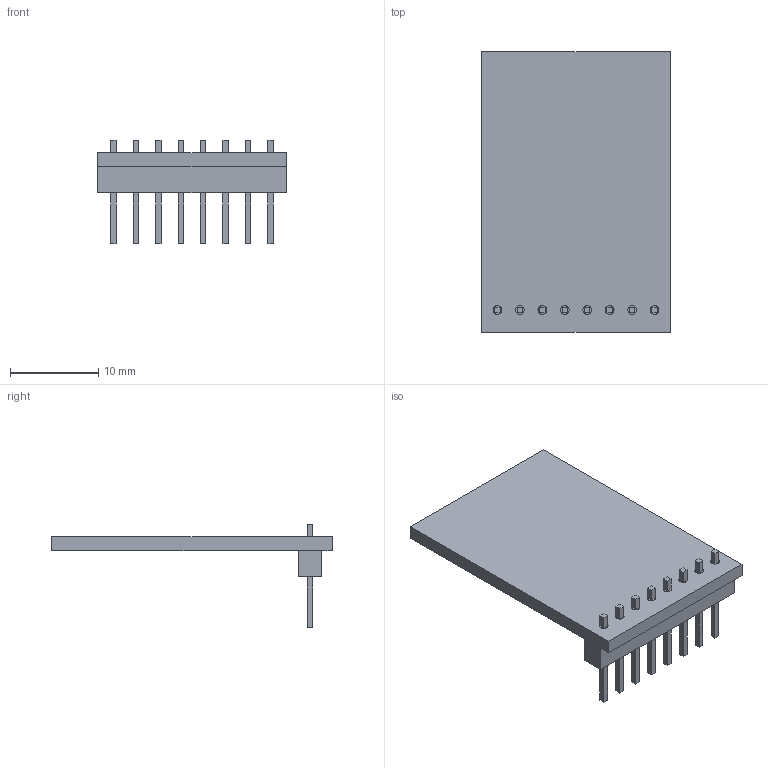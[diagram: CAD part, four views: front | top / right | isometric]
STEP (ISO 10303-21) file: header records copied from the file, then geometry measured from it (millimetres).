
FILE_DESCRIPTION(('FreeCAD Model'),'2;1');
FILE_NAME('Open CASCADE Shape Model','2022-02-20T19:04:34',( 'kicad StepUp'),('ksu MCAD'),'Open CASCADE STEP processor 7.5', 'FreeCAD','Unknown');
FILE_SCHEMA(('AUTOMOTIVE_DESIGN { 1 0 10303 214 1 1 1 1 }'));
Length unit declared in the file: millimetre
Products named in the file (1): Fusion
Bounding box: 21.34 x 31.75 x 11.7 mm (x, y, z)
Volume: 1270.2 mm3; surface area: 1807.6 mm2
Topology: 1 solids, 1 shells, 100 faces, 226 edges, 152 vertices
Faces by surface type: plane 100
Entity records: 2914 total; most frequent: CARTESIAN_POINT 479, ORIENTED_EDGE 452, DIRECTION 436, EDGE_CURVE 226, LINE 218, VECTOR 218, VERTEX_POINT 152, FACE_BOUND 124
